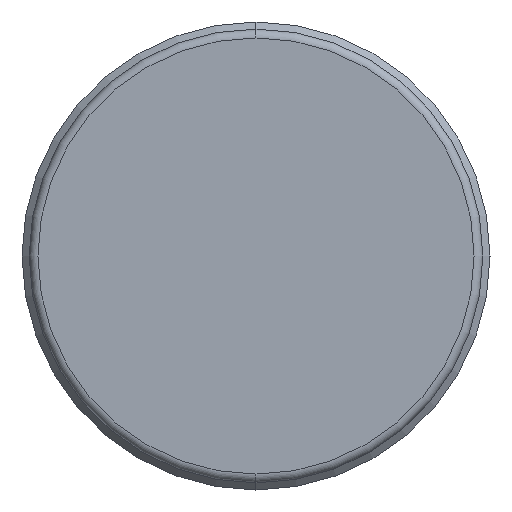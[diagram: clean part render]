
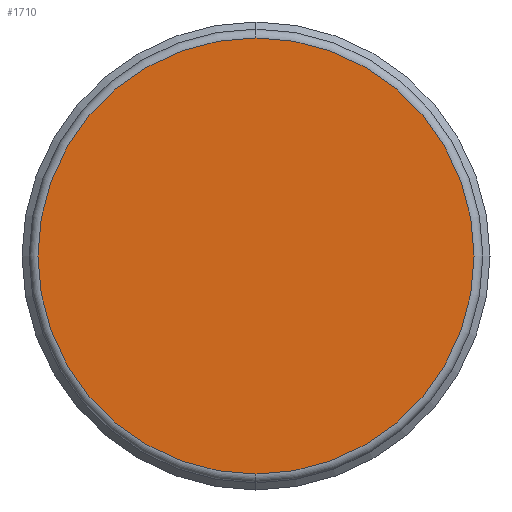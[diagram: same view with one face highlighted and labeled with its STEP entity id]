
A CAD part, left-side view. The second image highlights one B-rep face of the part: STEP entity #1710.
In plain terms, the highlighted planar face has unit normal (-1, 0, 0).
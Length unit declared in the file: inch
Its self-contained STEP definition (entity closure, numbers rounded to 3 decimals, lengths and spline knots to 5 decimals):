
#18 = DIRECTION ( 'NONE',  ( -1., 0., 0. ) ) ;
#51 = DIRECTION ( 'NONE',  ( 0., 0., 1. ) ) ;
#122 = PLANE ( 'NONE',  #1345 ) ;
#137 = DIRECTION ( 'NONE',  ( -1., 0., 0. ) ) ;
#377 = ORIENTED_EDGE ( 'NONE', *, *, #425, .T. ) ;
#402 = AXIS2_PLACEMENT_3D ( 'NONE', #488, #137, #1780 ) ;
#425 = EDGE_CURVE ( 'NONE', #2306, #1016, #1336, .T. ) ;
#488 = CARTESIAN_POINT ( 'NONE',  ( 0., 0., 0. ) ) ;
#1015 = FACE_OUTER_BOUND ( 'NONE', #1853, .T. ) ;
#1016 = VERTEX_POINT ( 'NONE', #1430 ) ;
#1115 = CARTESIAN_POINT ( 'NONE',  ( 0., 0., 0. ) ) ;
#1296 = EDGE_CURVE ( 'NONE', #1016, #2306, #1920, .T. ) ;
#1336 = CIRCLE ( 'NONE', #1530, 0.3728 ) ;
#1345 = AXIS2_PLACEMENT_3D ( 'NONE', #1565, #1555, #1754 ) ;
#1430 = CARTESIAN_POINT ( 'NONE',  ( 0., 0., 0.3728 ) ) ;
#1530 = AXIS2_PLACEMENT_3D ( 'NONE', #1115, #18, #51 ) ;
#1555 = DIRECTION ( 'NONE',  ( 1., 0., 0. ) ) ;
#1565 = CARTESIAN_POINT ( 'NONE',  ( 0., 0.3728, 0. ) ) ;
#1710 = ADVANCED_FACE ( 'NONE', ( #1015 ), #122, .F. ) ;
#1754 = DIRECTION ( 'NONE',  ( 0., 0., -1. ) ) ;
#1770 = CARTESIAN_POINT ( 'NONE',  ( 0., 0., -0.3728 ) ) ;
#1780 = DIRECTION ( 'NONE',  ( 0., 0., 1. ) ) ;
#1785 = ORIENTED_EDGE ( 'NONE', *, *, #1296, .T. ) ;
#1853 = EDGE_LOOP ( 'NONE', ( #1785, #377 ) ) ;
#1920 = CIRCLE ( 'NONE', #402, 0.3728 ) ;
#2306 = VERTEX_POINT ( 'NONE', #1770 ) ;
